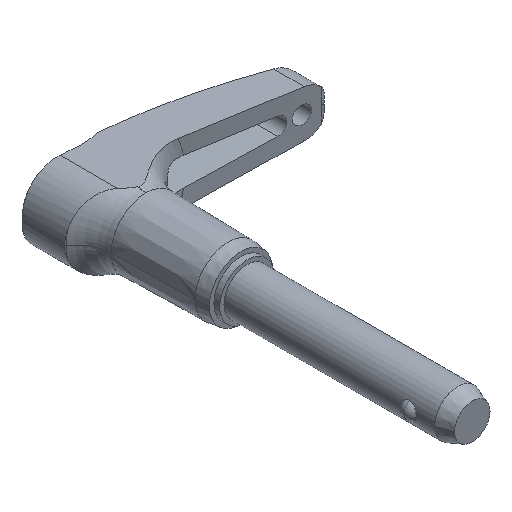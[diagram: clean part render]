
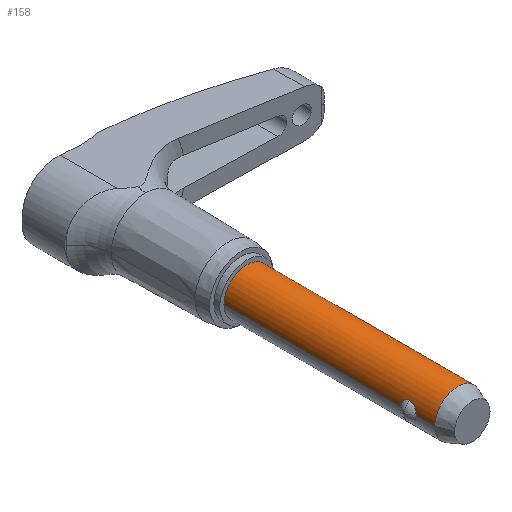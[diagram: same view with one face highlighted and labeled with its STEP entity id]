
A CAD part, isometric view. The second image highlights one B-rep face of the part: STEP entity #158.
In plain terms, the highlighted cylindrical face has radius 3.969 mm (diameter 7.938 mm), a partial arc.
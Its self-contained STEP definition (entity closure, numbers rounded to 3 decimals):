
#158=ADVANCED_FACE('',(#336),#337,.T.);
#336=FACE_OUTER_BOUND('',#528,.T.);
#337=CYLINDRICAL_SURFACE('',#529,3.969);
#528=EDGE_LOOP('',(#933,#934,#935,#936,#937,#938,#939,#940,#941,#942));
#529=AXIS2_PLACEMENT_3D('',#943,#944,#945);
#933=ORIENTED_EDGE('',*,*,#1192,.T.);
#934=ORIENTED_EDGE('',*,*,#1315,.T.);
#935=ORIENTED_EDGE('',*,*,#1313,.T.);
#936=ORIENTED_EDGE('',*,*,#1199,.T.);
#937=ORIENTED_EDGE('',*,*,#1316,.F.);
#938=ORIENTED_EDGE('',*,*,#1197,.T.);
#939=ORIENTED_EDGE('',*,*,#1317,.T.);
#940=ORIENTED_EDGE('',*,*,#1318,.T.);
#941=ORIENTED_EDGE('',*,*,#1194,.T.);
#942=ORIENTED_EDGE('',*,*,#1178,.T.);
#943=CARTESIAN_POINT('',(0.0,-19.431,0.0));
#944=DIRECTION('',(-0.0,1.0,0.0));
#945=DIRECTION('',(1.0,0.0,0.0));
#1178=EDGE_CURVE('',#1420,#1418,#1421,.T.);
#1192=EDGE_CURVE('',#1418,#1440,#1441,.T.);
#1194=EDGE_CURVE('',#1443,#1420,#1444,.T.);
#1197=EDGE_CURVE('',#1449,#1447,#1450,.T.);
#1199=EDGE_CURVE('',#1453,#1451,#1454,.T.);
#1313=EDGE_CURVE('',#1618,#1453,#1620,.T.);
#1315=EDGE_CURVE('',#1440,#1618,#1622,.T.);
#1316=EDGE_CURVE('',#1449,#1451,#1623,.T.);
#1317=EDGE_CURVE('',#1447,#1624,#1625,.T.);
#1318=EDGE_CURVE('',#1624,#1443,#1626,.T.);
#1418=VERTEX_POINT('',#1835);
#1420=VERTEX_POINT('',#1838);
#1421=CIRCLE('',#1839,3.969);
#1440=VERTEX_POINT('',#1861);
#1441=LINE('',#1862,#1863);
#1443=VERTEX_POINT('',#1865);
#1444=LINE('',#1866,#1867);
#1447=VERTEX_POINT('',#1883);
#1449=VERTEX_POINT('',#1898);
#1450=LINE('',#1899,#1900);
#1451=VERTEX_POINT('',#1901);
#1453=VERTEX_POINT('',#1903);
#1454=LINE('',#1904,#1905);
#1618=VERTEX_POINT('',#2738);
#1620=B_SPLINE_CURVE_WITH_KNOTS('',3,(#2740,#2741,#2742,#2743,#2744,#2745,#2746,#2747,#2748,#2749,#2750,#2751,#2752,#2753),.UNSPECIFIED.,.F.,.F.,(4,2,2,2,2,2,4),(4.167,4.622,5.077,5.295,5.513,5.882,6.251),.UNSPECIFIED.);
#1622=B_SPLINE_CURVE_WITH_KNOTS('',3,(#2755,#2756,#2757,#2758,#2759,#2760,#2761,#2762,#2763,#2764,#2765,#2766,#2767,#2768),.UNSPECIFIED.,.F.,.F.,(4,2,2,2,2,2,4),(2.084,2.453,2.822,3.04,3.257,3.712,4.167),.UNSPECIFIED.);
#1623=CIRCLE('',#2769,3.969);
#1624=VERTEX_POINT('',#2770);
#1625=B_SPLINE_CURVE_WITH_KNOTS('',3,(#2771,#2772,#2773,#2774,#2775,#2776,#2777,#2778,#2779,#2780,#2781,#2782,#2783,#2784),.UNSPECIFIED.,.F.,.F.,(4,2,2,2,2,2,4),(6.251,6.62,6.989,7.207,7.425,7.88,8.335),.UNSPECIFIED.);
#1626=B_SPLINE_CURVE_WITH_KNOTS('',3,(#2785,#2786,#2787,#2788,#2789,#2790,#2791,#2792,#2793,#2794,#2795,#2796,#2797,#2798),.UNSPECIFIED.,.F.,.F.,(4,2,2,2,2,2,4),(0.0,0.455,0.91,1.128,1.345,1.715,2.084),.UNSPECIFIED.);
#1835=CARTESIAN_POINT('',(3.969,-36.347,0.0));
#1838=CARTESIAN_POINT('',(-3.969,-36.347,0.));
#1839=AXIS2_PLACEMENT_3D('',#3015,#3016,#3017);
#1861=CARTESIAN_POINT('',(3.969,-33.127,0.));
#1862=CARTESIAN_POINT('',(3.969,-19.431,0.));
#1863=VECTOR('',#3039,1.0);
#1865=CARTESIAN_POINT('',(-3.969,-33.127,0.));
#1866=CARTESIAN_POINT('',(-3.969,-19.431,0.));
#1867=VECTOR('',#3043,1.0);
#1883=CARTESIAN_POINT('',(-3.969,-30.48,0.));
#1898=CARTESIAN_POINT('',(-3.969,0.0,0.));
#1899=CARTESIAN_POINT('',(-3.969,-19.431,0.));
#1900=VECTOR('',#3044,1.0);
#1901=CARTESIAN_POINT('',(3.969,0.0,0.0));
#1903=CARTESIAN_POINT('',(3.969,-30.48,0.));
#1904=CARTESIAN_POINT('',(3.969,-19.431,0.));
#1905=VECTOR('',#3048,1.0);
#2738=CARTESIAN_POINT('',(3.7,-31.803,1.435));
#2740=CARTESIAN_POINT('',(3.7,-31.803,1.435));
#2741=CARTESIAN_POINT('',(3.7,-31.652,1.435));
#2742=CARTESIAN_POINT('',(3.712,-31.49,1.406));
#2743=CARTESIAN_POINT('',(3.754,-31.192,1.289));
#2744=CARTESIAN_POINT('',(3.784,-31.056,1.201));
#2745=CARTESIAN_POINT('',(3.827,-30.893,1.053));
#2746=CARTESIAN_POINT('',(3.842,-30.84,0.996));
#2747=CARTESIAN_POINT('',(3.872,-30.744,0.873));
#2748=CARTESIAN_POINT('',(3.886,-30.701,0.807));
#2749=CARTESIAN_POINT('',(3.919,-30.608,0.638));
#2750=CARTESIAN_POINT('',(3.937,-30.559,0.514));
#2751=CARTESIAN_POINT('',(3.963,-30.495,0.257));
#2752=CARTESIAN_POINT('',(3.969,-30.48,0.123));
#2753=CARTESIAN_POINT('',(3.969,-30.48,0.));
#2755=CARTESIAN_POINT('',(3.969,-33.127,0.0));
#2756=CARTESIAN_POINT('',(3.969,-33.127,0.123));
#2757=CARTESIAN_POINT('',(3.963,-33.112,0.257));
#2758=CARTESIAN_POINT('',(3.937,-33.048,0.514));
#2759=CARTESIAN_POINT('',(3.919,-32.998,0.638));
#2760=CARTESIAN_POINT('',(3.886,-32.906,0.807));
#2761=CARTESIAN_POINT('',(3.872,-32.863,0.873));
#2762=CARTESIAN_POINT('',(3.842,-32.767,0.996));
#2763=CARTESIAN_POINT('',(3.827,-32.714,1.053));
#2764=CARTESIAN_POINT('',(3.784,-32.551,1.201));
#2765=CARTESIAN_POINT('',(3.754,-32.414,1.289));
#2766=CARTESIAN_POINT('',(3.712,-32.116,1.406));
#2767=CARTESIAN_POINT('',(3.7,-31.955,1.435));
#2768=CARTESIAN_POINT('',(3.7,-31.803,1.435));
#2769=AXIS2_PLACEMENT_3D('',#3167,#3168,#3169);
#2770=CARTESIAN_POINT('',(-3.7,-31.803,1.435));
#2771=CARTESIAN_POINT('',(-3.969,-30.48,0.));
#2772=CARTESIAN_POINT('',(-3.969,-30.48,0.123));
#2773=CARTESIAN_POINT('',(-3.963,-30.495,0.257));
#2774=CARTESIAN_POINT('',(-3.937,-30.559,0.514));
#2775=CARTESIAN_POINT('',(-3.919,-30.608,0.638));
#2776=CARTESIAN_POINT('',(-3.886,-30.701,0.807));
#2777=CARTESIAN_POINT('',(-3.872,-30.744,0.873));
#2778=CARTESIAN_POINT('',(-3.842,-30.84,0.996));
#2779=CARTESIAN_POINT('',(-3.827,-30.893,1.053));
#2780=CARTESIAN_POINT('',(-3.784,-31.056,1.201));
#2781=CARTESIAN_POINT('',(-3.754,-31.192,1.289));
#2782=CARTESIAN_POINT('',(-3.712,-31.49,1.406));
#2783=CARTESIAN_POINT('',(-3.7,-31.652,1.435));
#2784=CARTESIAN_POINT('',(-3.7,-31.803,1.435));
#2785=CARTESIAN_POINT('',(-3.7,-31.803,1.435));
#2786=CARTESIAN_POINT('',(-3.7,-31.955,1.435));
#2787=CARTESIAN_POINT('',(-3.712,-32.116,1.406));
#2788=CARTESIAN_POINT('',(-3.754,-32.414,1.289));
#2789=CARTESIAN_POINT('',(-3.784,-32.551,1.201));
#2790=CARTESIAN_POINT('',(-3.827,-32.714,1.053));
#2791=CARTESIAN_POINT('',(-3.842,-32.767,0.996));
#2792=CARTESIAN_POINT('',(-3.872,-32.863,0.873));
#2793=CARTESIAN_POINT('',(-3.886,-32.906,0.807));
#2794=CARTESIAN_POINT('',(-3.919,-32.998,0.638));
#2795=CARTESIAN_POINT('',(-3.937,-33.048,0.514));
#2796=CARTESIAN_POINT('',(-3.963,-33.112,0.257));
#2797=CARTESIAN_POINT('',(-3.969,-33.127,0.123));
#2798=CARTESIAN_POINT('',(-3.969,-33.127,0.));
#3015=CARTESIAN_POINT('',(0.0,-36.347,0.0));
#3016=DIRECTION('',(0.,1.0,0.0));
#3017=DIRECTION('',(1.0,0.,0.0));
#3039=DIRECTION('',(0.0,1.0,0.0));
#3043=DIRECTION('',(-0.0,-1.0,-0.0));
#3044=DIRECTION('',(-0.0,-1.0,-0.0));
#3048=DIRECTION('',(0.0,1.0,0.0));
#3167=CARTESIAN_POINT('',(0.0,0.0,0.0));
#3168=DIRECTION('',(-0.0,1.0,0.0));
#3169=DIRECTION('',(1.0,0.0,0.0));
